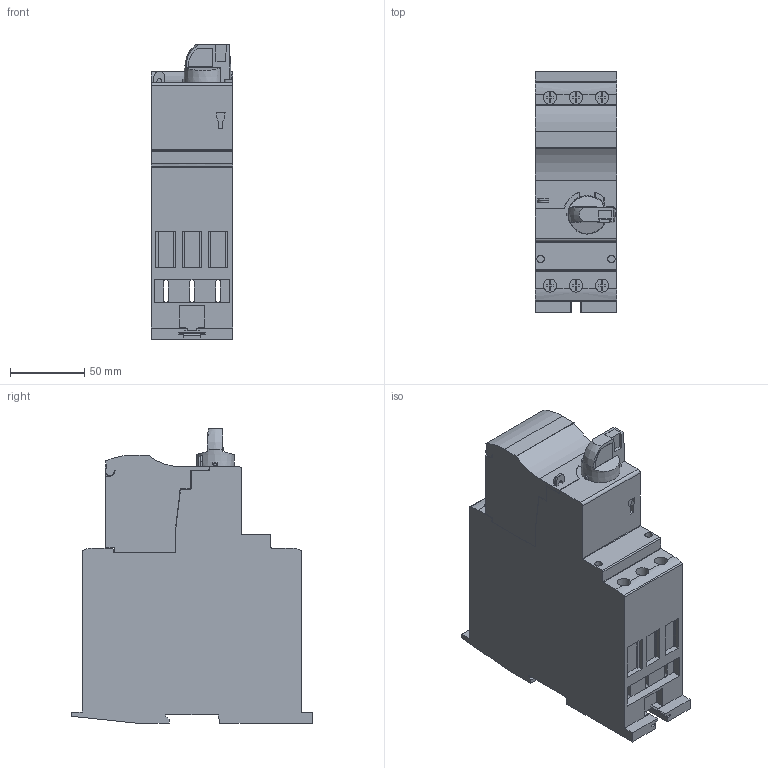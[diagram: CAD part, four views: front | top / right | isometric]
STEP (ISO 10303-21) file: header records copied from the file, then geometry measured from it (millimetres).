
FILE_DESCRIPTION( ( 'STEP AP214' ), '1' );
FILE_NAME( 'pke65_ak_xtu_65.stp', '2021-11-16T08:54:18', ( 'License CC BY-ND 4.0' ), ( 'CADENAS' ), ' ', 'PARTsolutions', ' ' );
FILE_SCHEMA( ( 'AUTOMOTIVE_DESIGN { 1 0 10303 214 1 1 1 1 }' ) );
Length unit declared in the file: millimetre
Products named in the file (4): 158248; _0158248; _138259; _030851_(index)
Assembly tree (3 placements, depth 2):
  158248
    _0158248
    _138259
    _030851_(index)
Bounding box: 54.8 x 162 x 197.58 mm (x, y, z)
Volume: 1182108.6 mm3; surface area: 144142 mm2
Topology: 3 solids, 3 shells, 818 faces, 2283 edges, 1519 vertices
Faces by surface type: plane 595, cylinder 218, cone 4, bspline 1
Full cylindrical faces by diameter (mm): 2 x1, 3 x3, 5 x4, 8.8 x6
Entity records: 32805 total; most frequent: CARTESIAN_POINT 4840, ORIENTED_EDGE 4516, DIRECTION 4340, EDGE_CURVE 2258, LINE 1772, VECTOR 1772, VERTEX_POINT 1508, AXIS2_PLACEMENT_3D 1284
